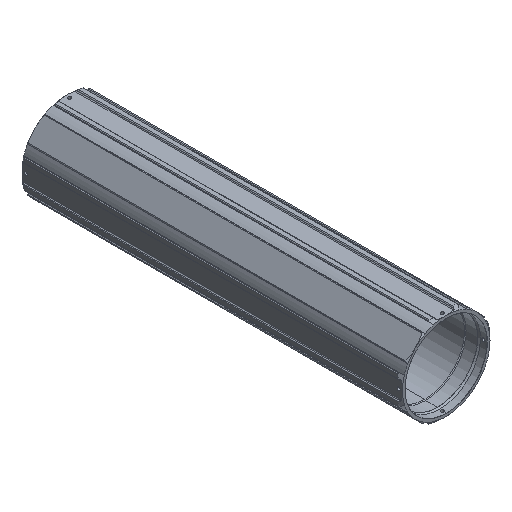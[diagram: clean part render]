
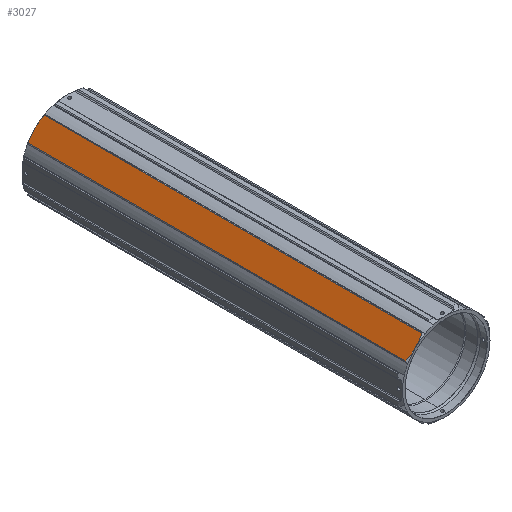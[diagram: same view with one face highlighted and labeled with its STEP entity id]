
A CAD part, isometric view. The second image highlights one B-rep face of the part: STEP entity #3027.
In plain terms, the highlighted planar face has unit normal (-0.707, 0, 0.707).
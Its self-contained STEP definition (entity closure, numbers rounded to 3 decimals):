
#13 = CARTESIAN_POINT ( 'NONE',  ( -45.811, 499.54, 35.507 ) ) ;
#30 = CARTESIAN_POINT ( 'NONE',  ( -34.94, 499.434, 46.377 ) ) ;
#302 = LINE ( 'NONE', #2534, #2173 ) ;
#391 = EDGE_CURVE ( 'NONE', #1651, #5422, #3097, .T. ) ;
#418 = CARTESIAN_POINT ( 'NONE',  ( -39.771, 0., 41.546 ) ) ;
#429 = ORIENTED_EDGE ( 'NONE', *, *, #391, .T. ) ;
#493 = DIRECTION ( 'NONE',  ( 0., 1., 0. ) ) ;
#529 = CARTESIAN_POINT ( 'NONE',  ( -35.367, 0.485, 45.95 ) ) ;
#585 = CARTESIAN_POINT ( 'NONE',  ( -30.941, 498.393, 50.377 ) ) ;
#620 = ORIENTED_EDGE ( 'NONE', *, *, #2869, .T. ) ;
#639 = CARTESIAN_POINT ( 'NONE',  ( -45.224, 499.64, 36.094 ) ) ;
#1015 = CARTESIAN_POINT ( 'NONE',  ( -35.423, 0.475, 45.895 ) ) ;
#1024 = CARTESIAN_POINT ( 'NONE',  ( -51.265, 1.924, 30.052 ) ) ;
#1455 = DIRECTION ( 'NONE',  ( 0., -1., 0. ) ) ;
#1569 = CARTESIAN_POINT ( 'NONE',  ( -36.094, 0.36, 45.224 ) ) ;
#1651 = VERTEX_POINT ( 'NONE', #4512 ) ;
#1659 = CARTESIAN_POINT ( 'NONE',  ( -38.887, 500., 42.431 ) ) ;
#1681 = CARTESIAN_POINT ( 'NONE',  ( -31.826, 1.291, 49.491 ) ) ;
#1684 = CARTESIAN_POINT ( 'NONE',  ( -30.052, -17.173, 51.265 ) ) ;
#1689 = CARTESIAN_POINT ( 'NONE',  ( -46.106, 0.514, 35.211 ) ) ;
#1787 = CARTESIAN_POINT ( 'NONE',  ( -51.265, 498.076, 30.052 ) ) ;
#1999 = PLANE ( 'NONE',  #2651 ) ;
#2023 = CARTESIAN_POINT ( 'NONE',  ( -40.659, 500., 40.659 ) ) ;
#2059 = ORIENTED_EDGE ( 'NONE', *, *, #2725, .T. ) ;
#2158 = CARTESIAN_POINT ( 'NONE',  ( -33.579, 0.815, 47.738 ) ) ;
#2173 = VECTOR ( 'NONE', #1455, 1000. ) ;
#2256 = CARTESIAN_POINT ( 'NONE',  ( -37.107, 499.835, 44.21 ) ) ;
#2274 = CARTESIAN_POINT ( 'NONE',  ( -45.895, 499.525, 35.423 ) ) ;
#2291 = CARTESIAN_POINT ( 'NONE',  ( -35.211, 499.486, 46.106 ) ) ;
#2435 = EDGE_CURVE ( 'NONE', #4037, #4627, #2921, .T. ) ;
#2534 = CARTESIAN_POINT ( 'NONE',  ( -51.265, 0., 30.052 ) ) ;
#2651 = AXIS2_PLACEMENT_3D ( 'NONE', #6351, #4793, #7050 ) ;
#2684 = CARTESIAN_POINT ( 'NONE',  ( -38.437, 0.062, 42.88 ) ) ;
#2719 = CARTESIAN_POINT ( 'NONE',  ( -35.338, 0.49, 45.979 ) ) ;
#2725 = EDGE_CURVE ( 'NONE', #4236, #1651, #5477, .T. ) ;
#2727 = CARTESIAN_POINT ( 'NONE',  ( -46.052, 0.504, 35.266 ) ) ;
#2758 = CARTESIAN_POINT ( 'NONE',  ( -35.507, 0.46, 45.811 ) ) ;
#2829 = CARTESIAN_POINT ( 'NONE',  ( -44.442, 499.758, 36.876 ) ) ;
#2847 = CARTESIAN_POINT ( 'NONE',  ( -32.266, 498.81, 49.052 ) ) ;
#2851 = CARTESIAN_POINT ( 'NONE',  ( -51.265, 1.924, 30.052 ) ) ;
#2865 = CARTESIAN_POINT ( 'NONE',  ( -40.659, 500., 40.659 ) ) ;
#2869 = EDGE_CURVE ( 'NONE', #5082, #4236, #302, .T. ) ;
#2904 = CARTESIAN_POINT ( 'NONE',  ( -45.95, 499.515, 35.367 ) ) ;
#2921 = B_SPLINE_CURVE_WITH_KNOTS ( 'NONE', 3,
 ( #7199, #585, #2847, #4465, #6725, #30, #6758, #2291, #5053, #7313, #2256, #1659, #6793 ),
 .UNSPECIFIED., .F., .F.,
 ( 4, 1, 1, 1, 1, 1, 2, 2, 4 ),
 ( 0., 0.25, 0.375, 0.437, 0.469, 0.484, 0.492, 0.5, 1. ),
 .UNSPECIFIED. ) ;
#3027 = ADVANCED_FACE ( 'NONE', ( #3038 ), #1999, .T. ) ;
#3038 = FACE_OUTER_BOUND ( 'NONE', #5055, .T. ) ;
#3097 = B_SPLINE_CURVE_WITH_KNOTS ( 'NONE', 3,
 ( #5595, #418, #2684, #4922, #1569, #6074, #2758, #1015, #529, #2719, #2158, #1681, #4410 ),
 .UNSPECIFIED., .F., .F.,
 ( 4, 1, 1, 1, 1, 1, 2, 2, 4 ),
 ( 0., 0.25, 0.375, 0.437, 0.469, 0.484, 0.492, 0.5, 1. ),
 .UNSPECIFIED. ) ;
#3236 = CARTESIAN_POINT ( 'NONE',  ( -51.265, 498.076, 30.052 ) ) ;
#3324 = EDGE_CURVE ( 'NONE', #4627, #5082, #6977, .T. ) ;
#3325 = CARTESIAN_POINT ( 'NONE',  ( -40.659, 0., 40.659 ) ) ;
#3976 = CARTESIAN_POINT ( 'NONE',  ( -47.738, 499.185, 33.579 ) ) ;
#4028 = ORIENTED_EDGE ( 'NONE', *, *, #4743, .T. ) ;
#4037 = VERTEX_POINT ( 'NONE', #4754 ) ;
#4236 = VERTEX_POINT ( 'NONE', #2851 ) ;
#4410 = CARTESIAN_POINT ( 'NONE',  ( -30.052, 1.924, 51.265 ) ) ;
#4465 = CARTESIAN_POINT ( 'NONE',  ( -33.797, 499.192, 47.52 ) ) ;
#4482 = CARTESIAN_POINT ( 'NONE',  ( -41.546, 500., 39.771 ) ) ;
#4492 = CARTESIAN_POINT ( 'NONE',  ( -50.377, 1.607, 30.941 ) ) ;
#4512 = CARTESIAN_POINT ( 'NONE',  ( -40.659, 0., 40.659 ) ) ;
#4529 = CARTESIAN_POINT ( 'NONE',  ( -46.187, 0.529, 35.13 ) ) ;
#4627 = VERTEX_POINT ( 'NONE', #2023 ) ;
#4740 = CARTESIAN_POINT ( 'NONE',  ( -30.052, 1.924, 51.265 ) ) ;
#4743 = EDGE_CURVE ( 'NONE', #5422, #4037, #7299, .T. ) ;
#4754 = CARTESIAN_POINT ( 'NONE',  ( -30.052, 498.076, 51.265 ) ) ;
#4793 = DIRECTION ( 'NONE',  ( -0.707, 0., 0.707 ) ) ;
#4922 = CARTESIAN_POINT ( 'NONE',  ( -36.876, 0.242, 44.442 ) ) ;
#4930 = CARTESIAN_POINT ( 'NONE',  ( -49.052, 1.19, 32.266 ) ) ;
#5053 = CARTESIAN_POINT ( 'NONE',  ( -35.266, 499.496, 46.052 ) ) ;
#5055 = EDGE_LOOP ( 'NONE', ( #4028, #5493, #6122, #620, #2059, #429 ) ) ;
#5072 = CARTESIAN_POINT ( 'NONE',  ( -45.615, 499.575, 35.702 ) ) ;
#5082 = VERTEX_POINT ( 'NONE', #3236 ) ;
#5422 = VERTEX_POINT ( 'NONE', #4740 ) ;
#5477 = B_SPLINE_CURVE_WITH_KNOTS ( 'NONE', 3,
 ( #1024, #4492, #4930, #7305, #5496, #6750, #4529, #1689, #2727, #6121, #6784, #5530, #3325 ),
 .UNSPECIFIED., .F., .F.,
 ( 4, 1, 1, 1, 1, 1, 2, 2, 4 ),
 ( 0., 0.25, 0.375, 0.437, 0.469, 0.484, 0.492, 0.5, 1. ),
 .UNSPECIFIED. ) ;
#5493 = ORIENTED_EDGE ( 'NONE', *, *, #2435, .T. ) ;
#5496 = CARTESIAN_POINT ( 'NONE',  ( -46.757, 0.642, 34.56 ) ) ;
#5530 = CARTESIAN_POINT ( 'NONE',  ( -42.431, 0., 38.887 ) ) ;
#5595 = CARTESIAN_POINT ( 'NONE',  ( -40.659, 0., 40.659 ) ) ;
#5700 = CARTESIAN_POINT ( 'NONE',  ( -42.88, 499.938, 38.437 ) ) ;
#5980 = VECTOR ( 'NONE', #493, 1000. ) ;
#6074 = CARTESIAN_POINT ( 'NONE',  ( -35.702, 0.425, 45.615 ) ) ;
#6121 = CARTESIAN_POINT ( 'NONE',  ( -46.025, 0.499, 35.292 ) ) ;
#6122 = ORIENTED_EDGE ( 'NONE', *, *, #3324, .T. ) ;
#6226 = CARTESIAN_POINT ( 'NONE',  ( -49.491, 498.709, 31.826 ) ) ;
#6351 = CARTESIAN_POINT ( 'NONE',  ( -40.659, -17.173, 40.659 ) ) ;
#6725 = CARTESIAN_POINT ( 'NONE',  ( -34.56, 499.358, 46.757 ) ) ;
#6750 = CARTESIAN_POINT ( 'NONE',  ( -46.377, 0.566, 34.94 ) ) ;
#6758 = CARTESIAN_POINT ( 'NONE',  ( -35.13, 499.471, 46.187 ) ) ;
#6776 = CARTESIAN_POINT ( 'NONE',  ( -45.979, 499.51, 35.338 ) ) ;
#6784 = CARTESIAN_POINT ( 'NONE',  ( -44.21, 0.165, 37.107 ) ) ;
#6793 = CARTESIAN_POINT ( 'NONE',  ( -40.659, 500., 40.659 ) ) ;
#6977 = B_SPLINE_CURVE_WITH_KNOTS ( 'NONE', 3,
 ( #2865, #4482, #5700, #2829, #639, #5072, #13, #2274, #2904, #6776, #3976, #6226, #1787 ),
 .UNSPECIFIED., .F., .F.,
 ( 4, 1, 1, 1, 1, 1, 2, 2, 4 ),
 ( 0., 0.25, 0.375, 0.438, 0.469, 0.484, 0.492, 0.5, 1. ),
 .UNSPECIFIED. ) ;
#7050 = DIRECTION ( 'NONE',  ( 0., 1., 0. ) ) ;
#7199 = CARTESIAN_POINT ( 'NONE',  ( -30.052, 498.076, 51.265 ) ) ;
#7299 = LINE ( 'NONE', #1684, #5980 ) ;
#7305 = CARTESIAN_POINT ( 'NONE',  ( -47.52, 0.808, 33.797 ) ) ;
#7313 = CARTESIAN_POINT ( 'NONE',  ( -35.292, 499.501, 46.025 ) ) ;
